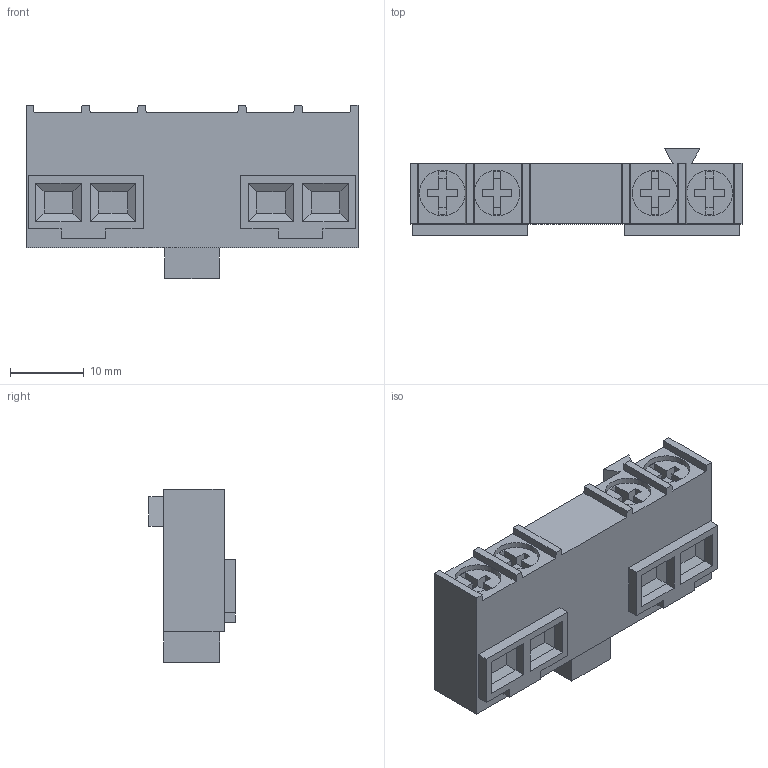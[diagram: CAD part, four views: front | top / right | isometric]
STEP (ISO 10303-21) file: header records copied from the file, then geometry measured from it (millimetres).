
FILE_DESCRIPTION(/* description */ ('Alibre Inc.'),/* implementation_level */ '2;1');
FILE_NAME(/* name */ 'export-CC5D3A6C-77ED-4484-A2A0-0778D1C94A2D',/* time_stamp */ '2021-04-01T16:19:55+02:00',/* author */ (''),/* organization */ (''),/* preprocessor_version */ 'ST-DEVELOPER v17',/* originating_system */ 'Alibre',/* authorisation */ '');
FILE_SCHEMA (('AUTOMOTIVE_DESIGN'));
Length unit declared in the file: millimetre
Products named in the file (1): _082882
Bounding box: 45 x 11.7 x 23.5 mm (x, y, z)
Volume: 7007 mm3; surface area: 3486.9 mm2
Topology: 1 solids, 1 shells, 164 faces, 428 edges, 280 vertices
Faces by surface type: plane 152, cylinder 12
Full cylindrical faces by diameter (mm): 6.2 x4
Entity records: 4962 total; most frequent: CARTESIAN_POINT 872, ORIENTED_EDGE 856, DIRECTION 628, EDGE_CURVE 428, VECTOR 404, LINE 404, VERTEX_POINT 280, AXIS2_PLACEMENT_3D 188
